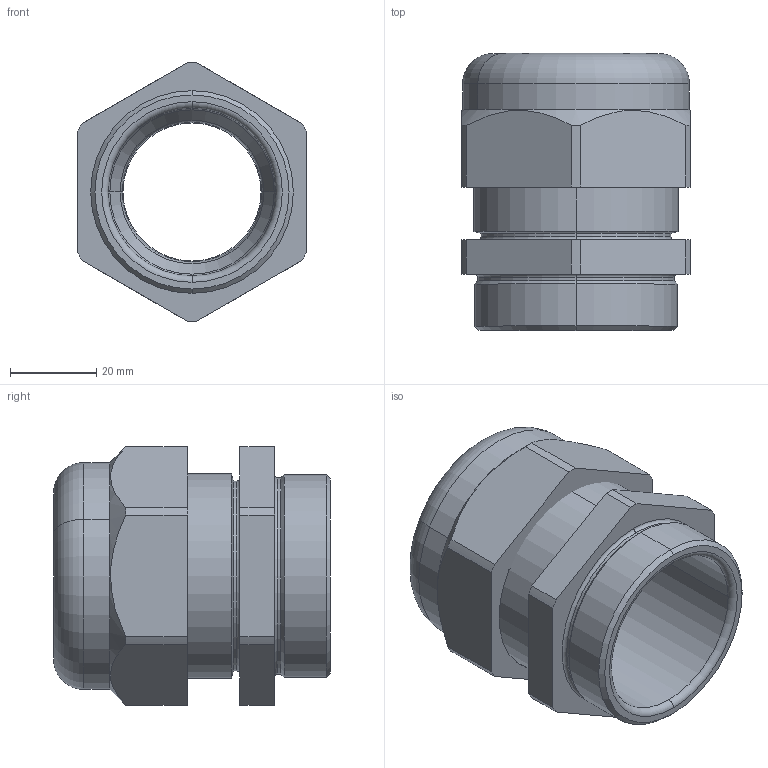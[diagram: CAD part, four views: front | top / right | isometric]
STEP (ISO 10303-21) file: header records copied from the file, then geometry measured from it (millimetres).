
FILE_DESCRIPTION (( 'STEP AP214' ), '1' );
FILE_NAME ('2024780.stp', '2017-06-16T09:38:21', ( '' ), ( '' ), 'SwSTEP 2.0', 'SolidWorks 2016', '' );
FILE_SCHEMA (( 'AUTOMOTIVE_DESIGN' ));
Length unit declared in the file: millimetre
Products named in the file (4): EV131-36-02_Pg36 Standard Gewinde; EV501_PG36; EV111-36-01_technische Darstellung; 2024780
Assembly tree (3 placements, depth 2):
  2024780
    EV111-36-01_technische Darstellung
    EV501_PG36
    EV131-36-02_Pg36 Standard Gewinde
Bounding box: 53 x 64.2 x 60 mm (x, y, z)
Volume: 64149.1 mm3; surface area: 38360.8 mm2
Topology: 3 solids, 3 shells, 382 faces, 1034 edges, 659 vertices
Faces by surface type: plane 141, cylinder 99, torus 90, cone 41, bspline 11
Entity records: 28639 total; most frequent: CARTESIAN_POINT 19090, ORIENTED_EDGE 2068, DIRECTION 1923, EDGE_CURVE 1034, AXIS2_PLACEMENT_3D 768, VERTEX_POINT 659, CIRCLE 391, EDGE_LOOP 389
